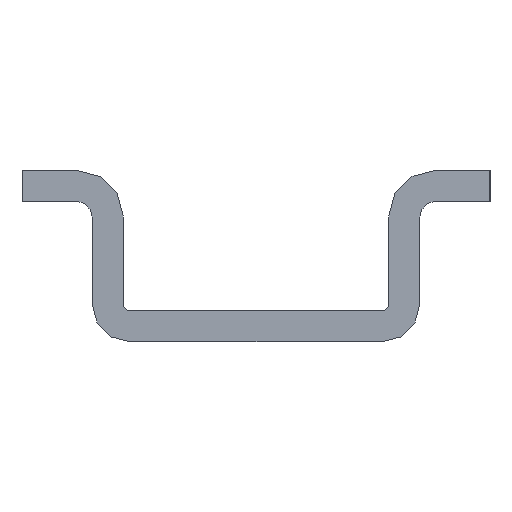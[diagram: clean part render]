
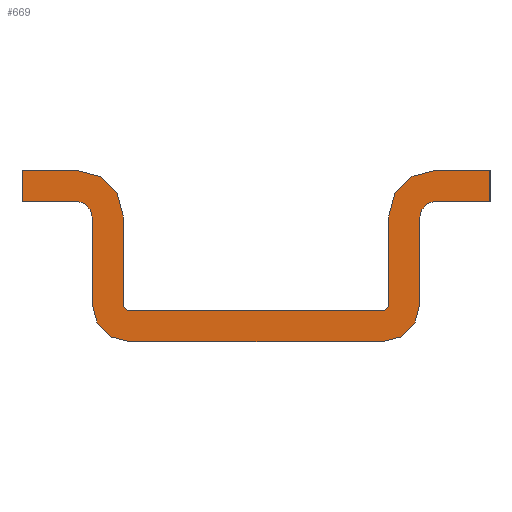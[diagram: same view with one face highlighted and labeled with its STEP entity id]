
A CAD part, left-side view. The second image highlights one B-rep face of the part: STEP entity #669.
In plain terms, the highlighted planar face has unit normal (-1, 0, 0).
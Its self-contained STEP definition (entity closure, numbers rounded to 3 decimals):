
#48=AXIS2_PLACEMENT_3D('Circle Axis2P3D',#46,#47,$) ;
#110=AXIS2_PLACEMENT_3D('Circle Axis2P3D',#108,#109,$) ;
#234=AXIS2_PLACEMENT_3D('Circle Axis2P3D',#232,#233,$) ;
#296=AXIS2_PLACEMENT_3D('Circle Axis2P3D',#294,#295,$) ;
#358=AXIS2_PLACEMENT_3D('Circle Axis2P3D',#356,#357,$) ;
#420=AXIS2_PLACEMENT_3D('Circle Axis2P3D',#418,#419,$) ;
#534=AXIS2_PLACEMENT_3D('Circle Axis2P3D',#532,#533,$) ;
#596=AXIS2_PLACEMENT_3D('Circle Axis2P3D',#594,#595,$) ;
#645=AXIS2_PLACEMENT_3D('Plane Axis2P3D',#642,#643,#644) ;
#41=CARTESIAN_POINT('Vertex',(0.,4.05,0.)) ;
#46=CARTESIAN_POINT('Axis2P3D Location',(0.,4.05,1.2)) ;
#50=CARTESIAN_POINT('Vertex',(0.,5.25,1.2)) ;
#77=CARTESIAN_POINT('Line Origine',(0.,5.25,2.6)) ;
#81=CARTESIAN_POINT('Vertex',(0.,5.25,4.)) ;
#108=CARTESIAN_POINT('Axis2P3D Location',(0.,5.75,4.)) ;
#112=CARTESIAN_POINT('Vertex',(0.,5.75,4.5)) ;
#139=CARTESIAN_POINT('Line Origine',(0.,6.625,4.5)) ;
#143=CARTESIAN_POINT('Vertex',(0.,7.5,4.5)) ;
#170=CARTESIAN_POINT('Line Origine',(0.,7.5,5.)) ;
#174=CARTESIAN_POINT('Vertex',(0.,7.5,5.5)) ;
#201=CARTESIAN_POINT('Line Origine',(0.,6.625,5.5)) ;
#205=CARTESIAN_POINT('Vertex',(0.,5.75,5.5)) ;
#232=CARTESIAN_POINT('Axis2P3D Location',(0.,5.75,4.)) ;
#236=CARTESIAN_POINT('Vertex',(0.,4.25,4.)) ;
#263=CARTESIAN_POINT('Line Origine',(0.,4.25,2.6)) ;
#267=CARTESIAN_POINT('Vertex',(0.,4.25,1.2)) ;
#294=CARTESIAN_POINT('Axis2P3D Location',(0.,4.05,1.2)) ;
#298=CARTESIAN_POINT('Vertex',(0.,4.05,1.)) ;
#325=CARTESIAN_POINT('Line Origine',(0.,0.,1.)) ;
#329=CARTESIAN_POINT('Vertex',(0.,-4.05,1.)) ;
#356=CARTESIAN_POINT('Axis2P3D Location',(0.,-4.05,1.2)) ;
#360=CARTESIAN_POINT('Vertex',(0.,-4.25,1.2)) ;
#387=CARTESIAN_POINT('Line Origine',(0.,-4.25,2.6)) ;
#391=CARTESIAN_POINT('Vertex',(0.,-4.25,4.)) ;
#418=CARTESIAN_POINT('Axis2P3D Location',(0.,-5.75,4.)) ;
#422=CARTESIAN_POINT('Vertex',(0.,-5.75,5.5)) ;
#444=CARTESIAN_POINT('Line Origine',(0.,-6.625,5.5)) ;
#448=CARTESIAN_POINT('Vertex',(0.,-7.5,5.5)) ;
#475=CARTESIAN_POINT('Line Origine',(0.,-7.5,5.)) ;
#479=CARTESIAN_POINT('Vertex',(0.,-7.5,4.5)) ;
#501=CARTESIAN_POINT('Line Origine',(0.,-6.625,4.5)) ;
#505=CARTESIAN_POINT('Vertex',(0.,-5.75,4.5)) ;
#532=CARTESIAN_POINT('Axis2P3D Location',(0.,-5.75,4.)) ;
#536=CARTESIAN_POINT('Vertex',(0.,-5.25,4.)) ;
#563=CARTESIAN_POINT('Line Origine',(0.,-5.25,2.6)) ;
#567=CARTESIAN_POINT('Vertex',(0.,-5.25,1.2)) ;
#594=CARTESIAN_POINT('Axis2P3D Location',(0.,-4.05,1.2)) ;
#598=CARTESIAN_POINT('Vertex',(0.,-4.05,0.)) ;
#625=CARTESIAN_POINT('Line Origine',(0.,0.,0.)) ;
#642=CARTESIAN_POINT('Axis2P3D Location',(0.,0.,0.)) ;
#47=DIRECTION('Axis2P3D Direction',(1.,0.,0.)) ;
#78=DIRECTION('Vector Direction',(0.,0.,1.)) ;
#109=DIRECTION('Axis2P3D Direction',(1.,0.,0.)) ;
#140=DIRECTION('Vector Direction',(0.,1.,0.)) ;
#171=DIRECTION('Vector Direction',(0.,0.,1.)) ;
#202=DIRECTION('Vector Direction',(0.,-1.,0.)) ;
#233=DIRECTION('Axis2P3D Direction',(1.,0.,0.)) ;
#264=DIRECTION('Vector Direction',(0.,0.,-1.)) ;
#295=DIRECTION('Axis2P3D Direction',(1.,0.,0.)) ;
#326=DIRECTION('Vector Direction',(0.,1.,0.)) ;
#357=DIRECTION('Axis2P3D Direction',(1.,0.,0.)) ;
#388=DIRECTION('Vector Direction',(0.,0.,-1.)) ;
#419=DIRECTION('Axis2P3D Direction',(1.,0.,0.)) ;
#445=DIRECTION('Vector Direction',(0.,1.,0.)) ;
#476=DIRECTION('Vector Direction',(0.,0.,1.)) ;
#502=DIRECTION('Vector Direction',(0.,-1.,0.)) ;
#533=DIRECTION('Axis2P3D Direction',(1.,0.,0.)) ;
#564=DIRECTION('Vector Direction',(0.,0.,1.)) ;
#595=DIRECTION('Axis2P3D Direction',(1.,0.,0.)) ;
#626=DIRECTION('Vector Direction',(0.,-1.,0.)) ;
#643=DIRECTION('Axis2P3D Direction',(1.,0.,0.)) ;
#644=DIRECTION('Axis2P3D XDirection',(0.,1.,0.)) ;
#79=VECTOR('Line Direction',#78,1.) ;
#141=VECTOR('Line Direction',#140,1.) ;
#172=VECTOR('Line Direction',#171,1.) ;
#203=VECTOR('Line Direction',#202,1.) ;
#265=VECTOR('Line Direction',#264,1.) ;
#327=VECTOR('Line Direction',#326,1.) ;
#389=VECTOR('Line Direction',#388,1.) ;
#446=VECTOR('Line Direction',#445,1.) ;
#477=VECTOR('Line Direction',#476,1.) ;
#503=VECTOR('Line Direction',#502,1.) ;
#565=VECTOR('Line Direction',#564,1.) ;
#627=VECTOR('Line Direction',#626,1.) ;
#648=ORIENTED_EDGE('',*,*,#629,.F.) ;
#649=ORIENTED_EDGE('',*,*,#600,.F.) ;
#650=ORIENTED_EDGE('',*,*,#569,.F.) ;
#651=ORIENTED_EDGE('',*,*,#538,.F.) ;
#652=ORIENTED_EDGE('',*,*,#507,.F.) ;
#653=ORIENTED_EDGE('',*,*,#481,.F.) ;
#654=ORIENTED_EDGE('',*,*,#450,.F.) ;
#655=ORIENTED_EDGE('',*,*,#424,.F.) ;
#656=ORIENTED_EDGE('',*,*,#393,.F.) ;
#657=ORIENTED_EDGE('',*,*,#362,.F.) ;
#658=ORIENTED_EDGE('',*,*,#331,.F.) ;
#659=ORIENTED_EDGE('',*,*,#300,.F.) ;
#660=ORIENTED_EDGE('',*,*,#269,.F.) ;
#661=ORIENTED_EDGE('',*,*,#238,.F.) ;
#662=ORIENTED_EDGE('',*,*,#207,.F.) ;
#663=ORIENTED_EDGE('',*,*,#176,.F.) ;
#664=ORIENTED_EDGE('',*,*,#145,.F.) ;
#665=ORIENTED_EDGE('',*,*,#114,.F.) ;
#666=ORIENTED_EDGE('',*,*,#83,.F.) ;
#667=ORIENTED_EDGE('',*,*,#52,.F.) ;
#669=ADVANCED_FACE('Body.3',(#668),#646,.F.) ;
#49=CIRCLE('generated circle',#48,1.2) ;
#111=CIRCLE('generated circle',#110,0.5) ;
#235=CIRCLE('generated circle',#234,1.5) ;
#297=CIRCLE('generated circle',#296,0.2) ;
#359=CIRCLE('generated circle',#358,0.2) ;
#421=CIRCLE('generated circle',#420,1.5) ;
#535=CIRCLE('generated circle',#534,0.5) ;
#597=CIRCLE('generated circle',#596,1.2) ;
#52=EDGE_CURVE('',#42,#51,#49,.T.) ;
#83=EDGE_CURVE('',#51,#82,#80,.T.) ;
#114=EDGE_CURVE('',#82,#113,#111,.F.) ;
#145=EDGE_CURVE('',#113,#144,#142,.T.) ;
#176=EDGE_CURVE('',#144,#175,#173,.T.) ;
#207=EDGE_CURVE('',#175,#206,#204,.T.) ;
#238=EDGE_CURVE('',#206,#237,#235,.T.) ;
#269=EDGE_CURVE('',#237,#268,#266,.T.) ;
#300=EDGE_CURVE('',#268,#299,#297,.F.) ;
#331=EDGE_CURVE('',#299,#330,#328,.F.) ;
#362=EDGE_CURVE('',#330,#361,#359,.F.) ;
#393=EDGE_CURVE('',#361,#392,#390,.F.) ;
#424=EDGE_CURVE('',#392,#423,#421,.T.) ;
#450=EDGE_CURVE('',#423,#449,#447,.F.) ;
#481=EDGE_CURVE('',#449,#480,#478,.F.) ;
#507=EDGE_CURVE('',#480,#506,#504,.F.) ;
#538=EDGE_CURVE('',#506,#537,#535,.F.) ;
#569=EDGE_CURVE('',#537,#568,#566,.F.) ;
#600=EDGE_CURVE('',#568,#599,#597,.T.) ;
#629=EDGE_CURVE('',#599,#42,#628,.F.) ;
#647=EDGE_LOOP('',(#648,#649,#650,#651,#652,#653,#654,#655,#656,#657,#658,#659,#660,#661,#662,#663,#664,#665,#666,#667)) ;
#668=FACE_OUTER_BOUND('',#647,.T.) ;
#80=LINE('Line',#77,#79) ;
#142=LINE('Line',#139,#141) ;
#173=LINE('Line',#170,#172) ;
#204=LINE('Line',#201,#203) ;
#266=LINE('Line',#263,#265) ;
#328=LINE('Line',#325,#327) ;
#390=LINE('Line',#387,#389) ;
#447=LINE('Line',#444,#446) ;
#478=LINE('Line',#475,#477) ;
#504=LINE('Line',#501,#503) ;
#566=LINE('Line',#563,#565) ;
#628=LINE('Line',#625,#627) ;
#646=PLANE('',#645) ;
#42=VERTEX_POINT('',#41) ;
#51=VERTEX_POINT('',#50) ;
#82=VERTEX_POINT('',#81) ;
#113=VERTEX_POINT('',#112) ;
#144=VERTEX_POINT('',#143) ;
#175=VERTEX_POINT('',#174) ;
#206=VERTEX_POINT('',#205) ;
#237=VERTEX_POINT('',#236) ;
#268=VERTEX_POINT('',#267) ;
#299=VERTEX_POINT('',#298) ;
#330=VERTEX_POINT('',#329) ;
#361=VERTEX_POINT('',#360) ;
#392=VERTEX_POINT('',#391) ;
#423=VERTEX_POINT('',#422) ;
#449=VERTEX_POINT('',#448) ;
#480=VERTEX_POINT('',#479) ;
#506=VERTEX_POINT('',#505) ;
#537=VERTEX_POINT('',#536) ;
#568=VERTEX_POINT('',#567) ;
#599=VERTEX_POINT('',#598) ;
